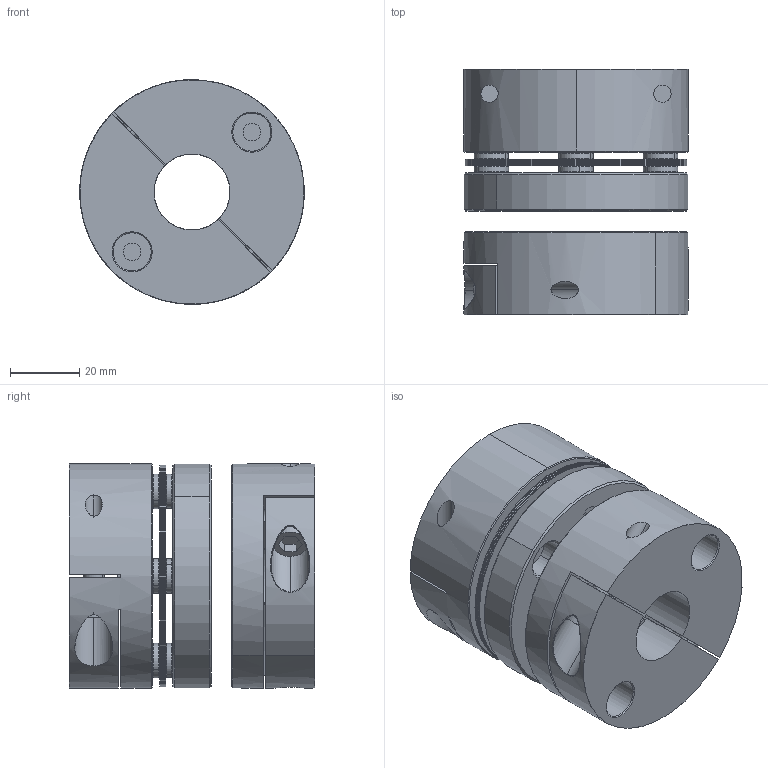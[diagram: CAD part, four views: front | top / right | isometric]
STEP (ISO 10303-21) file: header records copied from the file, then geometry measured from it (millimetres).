
FILE_DESCRIPTION(/* description */ ('Alibre Inc.'),/* implementation_level */ '2;1');
FILE_NAME(/* name */ 'export-238FE5BA-9B49-4271-BD43-6C4F3B305425',/* time_stamp */ '2025-01-22T19:15:29+01:00',/* author */ (''),/* organization */ (''),/* preprocessor_version */ 'ST-DEVELOPER v17',/* originating_system */ 'Alibre',/* authorisation */ '');
FILE_SCHEMA (('AUTOMOTIVE_DESIGN'));
Length unit declared in the file: millimetre
Products named in the file (8): SGL¤¤¥»Åé_SGL65; Á³µ·_M6L16; Á³µ·®Mµ©_SGS65; ¶ê½L¼u¤ù_SGS65; SG65ºÝ¥»Åé_SGS-65C; SG ºÝ¥»Åé²Õ¦X_SG65; SGL SG+SG65
Bounding box: 65 x 71 x 65 mm (x, y, z)
Volume: 154710.2 mm3; surface area: 81877.9 mm2
Topology: 25 solids, 25 shells, 494 faces, 1184 edges, 750 vertices
Faces by surface type: cylinder 224, plane 140, cone 110, torus 16, bspline 4
Full cylindrical faces by diameter (mm): 25 x1
Entity records: 8951 total; most frequent: CARTESIAN_POINT 2782, DIRECTION 1326, ORIENTED_EDGE 1190, EDGE_CURVE 595, AXIS2_PLACEMENT_3D 571, VERTEX_POINT 377, CIRCLE 295, EDGE_LOOP 288
